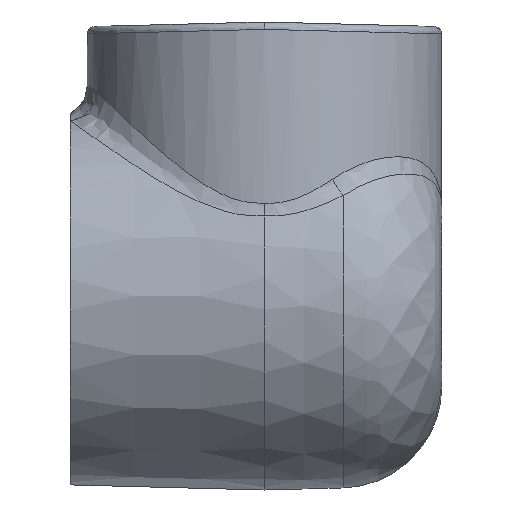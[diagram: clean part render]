
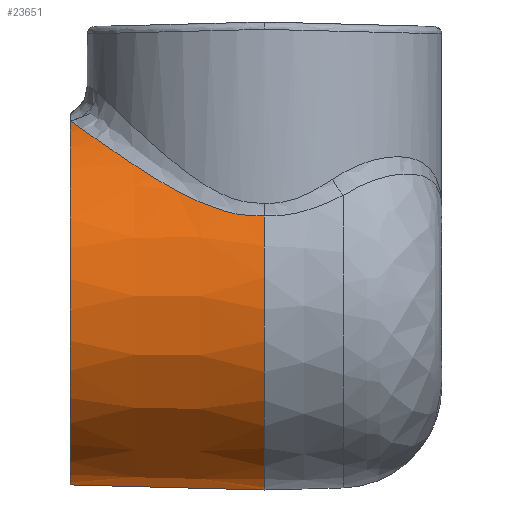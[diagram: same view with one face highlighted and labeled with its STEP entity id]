
A CAD part, left-side view. The second image highlights one B-rep face of the part: STEP entity #23651.
In plain terms, the highlighted conical face has half-angle 1.5 degrees and reference radius 71.762 mm.
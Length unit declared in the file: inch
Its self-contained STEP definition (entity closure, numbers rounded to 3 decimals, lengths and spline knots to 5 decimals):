
#585=CONICAL_SURFACE('',#24581,2.82528,0.026);
#665=CIRCLE('',#24579,2.82528);
#667=CIRCLE('',#24582,2.75);
#1916=B_SPLINE_CURVE_WITH_KNOTS('',3,(#42642,#42643,#42644,#42645,#42646,
#42647,#42648,#42649,#42650,#42651,#42652),.UNSPECIFIED.,.F.,.F.,(4,1,1,
1,1,1,1,1,4),(-23.22156,-21.71606,-20.21057,-18.70508,
-17.19959,-15.6941,-14.18861,-13.43586,
-12.71225),.UNSPECIFIED.);
#3841=FACE_OUTER_BOUND('',#5265,.T.);
#5265=EDGE_LOOP('',(#21743,#21744,#21745,#21746));
#7512=LINE('',#42744,#9634);
#9634=VECTOR('',#28444,0.3937);
#11846=VERTEX_POINT('',#42547);
#11849=VERTEX_POINT('',#42640);
#11852=VERTEX_POINT('',#42736);
#11854=VERTEX_POINT('',#42742);
#15175=EDGE_CURVE('',#11849,#11846,#1916,.T.);
#15181=EDGE_CURVE('',#11846,#11852,#665,.T.);
#15184=EDGE_CURVE('',#11854,#11849,#667,.T.);
#15185=EDGE_CURVE('',#11854,#11852,#7512,.T.);
#21743=ORIENTED_EDGE('',*,*,#15175,.F.);
#21744=ORIENTED_EDGE('',*,*,#15184,.F.);
#21745=ORIENTED_EDGE('',*,*,#15185,.T.);
#21746=ORIENTED_EDGE('',*,*,#15181,.F.);
#23651=ADVANCED_FACE('',(#3841),#585,.T.);
#24579=AXIS2_PLACEMENT_3D('',#42737,#28435,#28436);
#24581=AXIS2_PLACEMENT_3D('',#42741,#28440,#28441);
#24582=AXIS2_PLACEMENT_3D('',#42743,#28442,#28443);
#28435=DIRECTION('center_axis',(0.,-1.,0.));
#28436=DIRECTION('ref_axis',(0.,0.,1.));
#28440=DIRECTION('center_axis',(0.,-1.,0.));
#28441=DIRECTION('ref_axis',(0.,0.,1.));
#28442=DIRECTION('center_axis',(0.,1.,0.));
#28443=DIRECTION('ref_axis',(0.,0.,1.));
#28444=DIRECTION('',(0.,-1.,-0.026));
#42547=CARTESIAN_POINT('',(-7.23122,-0.125,1.22953));
#42640=CARTESIAN_POINT('',(-5.46261,2.75,2.63851));
#42642=CARTESIAN_POINT('Ctrl Pts',(-5.46261,2.75,2.63851));
#42643=CARTESIAN_POINT('Ctrl Pts',(-5.61787,2.68623,2.59464));
#42644=CARTESIAN_POINT('Ctrl Pts',(-5.91178,2.52752,2.48288));
#42645=CARTESIAN_POINT('Ctrl Pts',(-6.2915,2.21711,2.26396));
#42646=CARTESIAN_POINT('Ctrl Pts',(-6.60843,1.85062,2.01309));
#42647=CARTESIAN_POINT('Ctrl Pts',(-6.86422,1.43689,1.74781));
#42648=CARTESIAN_POINT('Ctrl Pts',(-7.06027,0.97655,
1.48978));
#42649=CARTESIAN_POINT('Ctrl Pts',(-7.17215,0.54304,1.31001));
#42650=CARTESIAN_POINT('Ctrl Pts',(-7.22151,0.1642,
1.23232));
#42651=CARTESIAN_POINT('Ctrl Pts',(-7.23061,-0.03017,
1.22509));
#42652=CARTESIAN_POINT('Ctrl Pts',(-7.23121,-0.125,
1.22953));
#42736=CARTESIAN_POINT('',(-4.6875,-0.125,-2.82528));
#42737=CARTESIAN_POINT('Origin',(-4.6875,-0.125,0.));
#42741=CARTESIAN_POINT('Origin',(-4.6875,-0.125,0.));
#42742=CARTESIAN_POINT('',(-4.6875,2.75,-2.75));
#42743=CARTESIAN_POINT('Origin',(-4.6875,2.75,0.));
#42744=CARTESIAN_POINT('',(-4.6875,-0.125,-2.82528));
